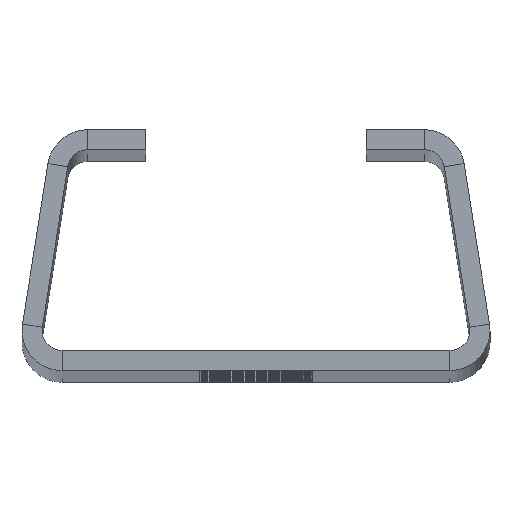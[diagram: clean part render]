
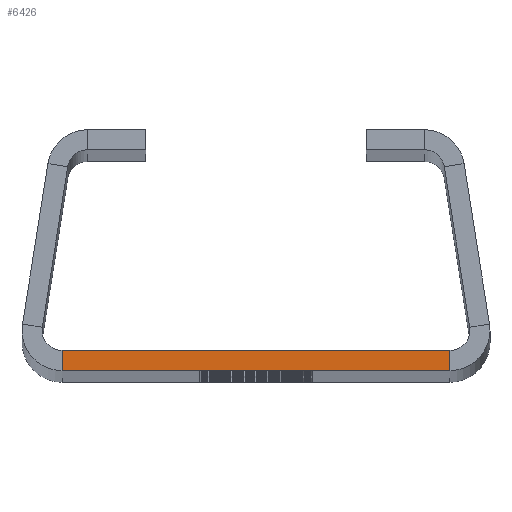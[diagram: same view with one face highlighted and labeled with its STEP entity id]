
A CAD part, top view. The second image highlights one B-rep face of the part: STEP entity #6426.
In plain terms, the highlighted planar face has unit normal (0, 0, 1).
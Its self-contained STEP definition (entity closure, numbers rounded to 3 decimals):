
#41 = CARTESIAN_POINT ( 'NONE',  ( 14.487, 1.5, 500. ) ) ;
#136 = VERTEX_POINT ( 'NONE', #41 ) ;
#567 = CARTESIAN_POINT ( 'NONE',  ( 14.487, 0., 500. ) ) ;
#633 = EDGE_CURVE ( 'NONE', #6827, #136, #5151, .T. ) ;
#923 = DIRECTION ( 'NONE',  ( 1., 0., 0. ) ) ;
#1268 = CARTESIAN_POINT ( 'NONE',  ( -18., 1.5, 500. ) ) ;
#1915 = VECTOR ( 'NONE', #3385, 1000. ) ;
#2253 = ORIENTED_EDGE ( 'NONE', *, *, #7923, .T. ) ;
#2895 = CARTESIAN_POINT ( 'NONE',  ( -14.487, 0., 500. ) ) ;
#3306 = FACE_OUTER_BOUND ( 'NONE', #7099, .T. ) ;
#3385 = DIRECTION ( 'NONE',  ( 1., 0., 0. ) ) ;
#3537 = EDGE_CURVE ( 'NONE', #5490, #136, #7545, .T. ) ;
#3695 = VECTOR ( 'NONE', #5386, 1000. ) ;
#4366 = ORIENTED_EDGE ( 'NONE', *, *, #633, .T. ) ;
#4464 = CARTESIAN_POINT ( 'NONE',  ( 14.487, 0., 500. ) ) ;
#4747 = CARTESIAN_POINT ( 'NONE',  ( -14.487, 1.5, 500. ) ) ;
#4764 = CARTESIAN_POINT ( 'NONE',  ( -18., 0., 500. ) ) ;
#4765 = VERTEX_POINT ( 'NONE', #2895 ) ;
#4837 = ORIENTED_EDGE ( 'NONE', *, *, #7238, .T. ) ;
#4883 = CARTESIAN_POINT ( 'NONE',  ( -14.487, 1.5, 500. ) ) ;
#4979 = VECTOR ( 'NONE', #5439, 1000. ) ;
#5151 = LINE ( 'NONE', #4464, #3695 ) ;
#5232 = DIRECTION ( 'NONE',  ( 0., 0., 1. ) ) ;
#5386 = DIRECTION ( 'NONE',  ( 0., 1., 0. ) ) ;
#5439 = DIRECTION ( 'NONE',  ( 0., -1., 0. ) ) ;
#5490 = VERTEX_POINT ( 'NONE', #4883 ) ;
#5546 = AXIS2_PLACEMENT_3D ( 'NONE', #6620, #5232, #923 ) ;
#5671 = VECTOR ( 'NONE', #6272, 1000. ) ;
#5944 = LINE ( 'NONE', #4764, #1915 ) ;
#6102 = ORIENTED_EDGE ( 'NONE', *, *, #3537, .F. ) ;
#6272 = DIRECTION ( 'NONE',  ( 1., 0., 0. ) ) ;
#6426 = ADVANCED_FACE ( 'NONE', ( #3306 ), #8018, .T. ) ;
#6620 = CARTESIAN_POINT ( 'NONE',  ( 15.969, 3.235, 500. ) ) ;
#6827 = VERTEX_POINT ( 'NONE', #567 ) ;
#6845 = LINE ( 'NONE', #4747, #4979 ) ;
#7099 = EDGE_LOOP ( 'NONE', ( #2253, #4366, #6102, #4837 ) ) ;
#7238 = EDGE_CURVE ( 'NONE', #5490, #4765, #6845, .T. ) ;
#7545 = LINE ( 'NONE', #1268, #5671 ) ;
#7923 = EDGE_CURVE ( 'NONE', #4765, #6827, #5944, .T. ) ;
#8018 = PLANE ( 'NONE',  #5546 ) ;
